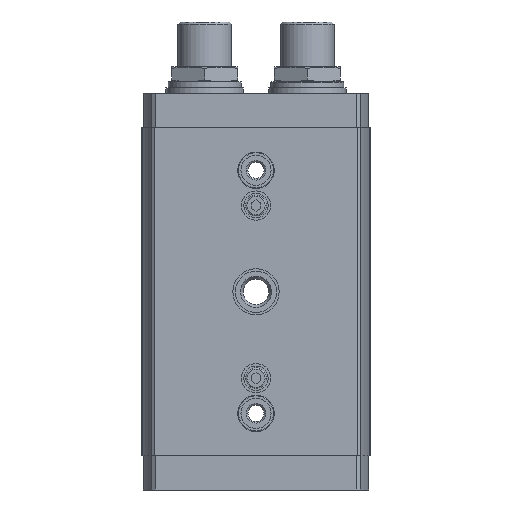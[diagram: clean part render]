
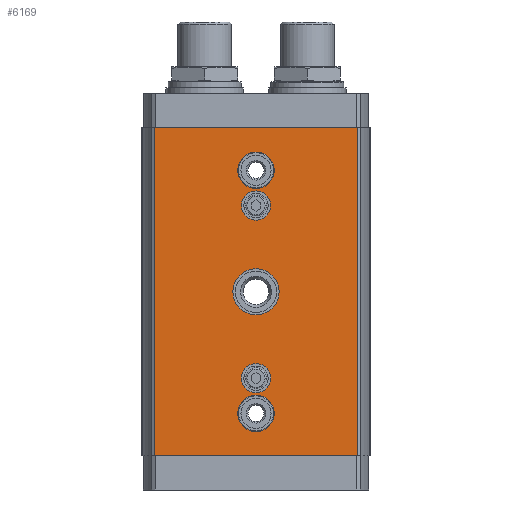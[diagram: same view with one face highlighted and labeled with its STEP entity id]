
A CAD part, front view. The second image highlights one B-rep face of the part: STEP entity #6169.
In plain terms, the highlighted planar face has unit normal (0, -1, 0).
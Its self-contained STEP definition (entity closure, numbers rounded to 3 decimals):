
#203=PLANE('',#6747);
#439=LINE('',#9458,#903);
#532=LINE('',#9829,#996);
#537=LINE('',#9838,#1001);
#538=LINE('',#9850,#1002);
#903=VECTOR('',#7469,1000.);
#996=VECTOR('',#7760,1000.);
#1001=VECTOR('',#7771,1000.);
#1002=VECTOR('',#7784,1000.);
#1602=ORIENTED_EDGE('',*,*,#3256,.F.);
#1603=ORIENTED_EDGE('',*,*,#3257,.F.);
#1604=ORIENTED_EDGE('',*,*,#3258,.F.);
#1605=ORIENTED_EDGE('',*,*,#3259,.F.);
#1606=ORIENTED_EDGE('',*,*,#3260,.F.);
#1607=ORIENTED_EDGE('',*,*,#3250,.T.);
#1608=ORIENTED_EDGE('',*,*,#3261,.F.);
#1609=ORIENTED_EDGE('',*,*,#3063,.F.);
#1610=ORIENTED_EDGE('',*,*,#3255,.T.);
#3063=EDGE_CURVE('',#3898,#3899,#439,.T.);
#3250=EDGE_CURVE('',#4078,#4077,#532,.T.);
#3255=EDGE_CURVE('',#3898,#4078,#537,.T.);
#3256=EDGE_CURVE('',#4079,#4079,#4576,.T.);
#3257=EDGE_CURVE('',#4080,#4080,#4577,.T.);
#3258=EDGE_CURVE('',#4081,#4081,#4578,.T.);
#3259=EDGE_CURVE('',#4082,#4082,#4579,.T.);
#3260=EDGE_CURVE('',#4083,#4083,#4580,.T.);
#3261=EDGE_CURVE('',#3899,#4077,#538,.T.);
#3898=VERTEX_POINT('',#9457);
#3899=VERTEX_POINT('',#9459);
#4077=VERTEX_POINT('',#9828);
#4078=VERTEX_POINT('',#9830);
#4079=VERTEX_POINT('',#9841);
#4080=VERTEX_POINT('',#9843);
#4081=VERTEX_POINT('',#9845);
#4082=VERTEX_POINT('',#9847);
#4083=VERTEX_POINT('',#9849);
#4576=CIRCLE('',#6748,6.);
#4577=CIRCLE('',#6749,6.);
#4578=CIRCLE('',#6750,7.5);
#4579=CIRCLE('',#6751,7.5);
#4580=CIRCLE('',#6752,9.5);
#4809=EDGE_LOOP('',(#1602));
#4810=EDGE_LOOP('',(#1603));
#4811=EDGE_LOOP('',(#1604));
#4812=EDGE_LOOP('',(#1605));
#4813=EDGE_LOOP('',(#1606));
#4814=EDGE_LOOP('',(#1607,#1608,#1609,#1610));
#5425=FACE_BOUND('',#4809,.T.);
#5426=FACE_BOUND('',#4810,.T.);
#5427=FACE_BOUND('',#4811,.T.);
#5428=FACE_BOUND('',#4812,.T.);
#5429=FACE_BOUND('',#4813,.T.);
#5430=FACE_BOUND('',#4814,.T.);
#6169=ADVANCED_FACE('',(#5425,#5426,#5427,#5428,#5429,#5430),#203,.F.);
#6747=AXIS2_PLACEMENT_3D('',#9839,#7772,#7773);
#6748=AXIS2_PLACEMENT_3D('',#9840,#7774,#7775);
#6749=AXIS2_PLACEMENT_3D('',#9842,#7776,#7777);
#6750=AXIS2_PLACEMENT_3D('',#9844,#7778,#7779);
#6751=AXIS2_PLACEMENT_3D('',#9846,#7780,#7781);
#6752=AXIS2_PLACEMENT_3D('',#9848,#7782,#7783);
#7469=DIRECTION('',(1.,0.,0.));
#7760=DIRECTION('',(1.,0.,0.));
#7771=DIRECTION('',(0.,0.,-1.));
#7772=DIRECTION('',(0.,1.,0.));
#7773=DIRECTION('',(0.,0.,1.));
#7774=DIRECTION('',(0.,-1.,0.));
#7775=DIRECTION('',(0.,0.,-1.));
#7776=DIRECTION('',(0.,-1.,0.));
#7777=DIRECTION('',(0.,0.,-1.));
#7778=DIRECTION('',(0.,-1.,0.));
#7779=DIRECTION('',(0.,0.,-1.));
#7780=DIRECTION('',(0.,-1.,0.));
#7781=DIRECTION('',(0.,0.,-1.));
#7782=DIRECTION('',(0.,-1.,0.));
#7783=DIRECTION('',(0.,0.,-1.));
#7784=DIRECTION('',(0.,0.,-1.));
#9457=CARTESIAN_POINT('',(-41.628,0.,67.5));
#9458=CARTESIAN_POINT('',(-41.628,0.,67.5));
#9459=CARTESIAN_POINT('',(41.628,0.,67.5));
#9828=CARTESIAN_POINT('',(41.628,0.,-67.5));
#9829=CARTESIAN_POINT('',(-41.628,0.,-67.5));
#9830=CARTESIAN_POINT('',(-41.628,0.,-67.5));
#9838=CARTESIAN_POINT('',(-41.628,0.,67.5));
#9839=CARTESIAN_POINT('',(-41.628,0.,67.5));
#9840=CARTESIAN_POINT('',(0.,0.,35.5));
#9841=CARTESIAN_POINT('',(0.,0.,29.5));
#9842=CARTESIAN_POINT('',(0.,0.,-35.5));
#9843=CARTESIAN_POINT('',(0.,0.,-41.5));
#9844=CARTESIAN_POINT('',(0.,0.,50.));
#9845=CARTESIAN_POINT('',(0.,0.,42.5));
#9846=CARTESIAN_POINT('',(0.,0.,-50.));
#9847=CARTESIAN_POINT('',(0.,0.,-57.5));
#9848=CARTESIAN_POINT('',(0.,0.,0.));
#9849=CARTESIAN_POINT('',(0.,0.,-9.5));
#9850=CARTESIAN_POINT('',(41.628,0.,67.5));
